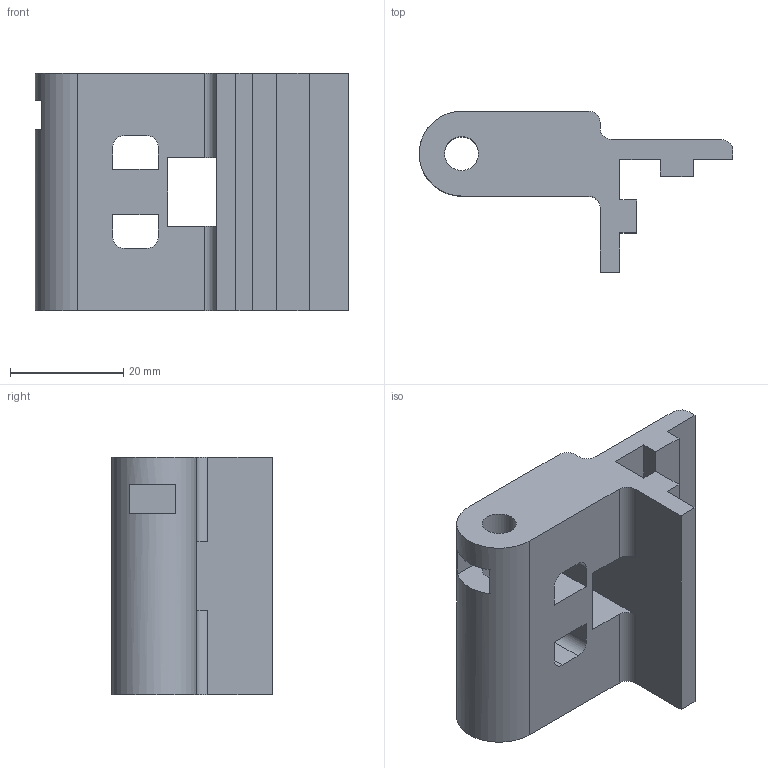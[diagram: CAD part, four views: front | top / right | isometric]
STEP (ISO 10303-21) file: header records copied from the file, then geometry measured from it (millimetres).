
FILE_DESCRIPTION(('FreeCAD Model'),'2;1');
FILE_NAME('x-motor-idler-20x20-M5-x1.step', '2021-04-29T09:47:21',('Author'),(''), 'Open CASCADE STEP processor 7.3','FreeCAD','Unknown');
FILE_SCHEMA(('AUTOMOTIVE_DESIGN { 1 0 10303 214 1 1 1 1 }'));
Length unit declared in the file: millimetre
Products named in the file (1): idler_(Mirror_#4)
Bounding box: 55.5 x 28.5 x 42 mm (x, y, z)
Volume: 22325.5 mm3; surface area: 10425.6 mm2
Topology: 1 solids, 1 shells, 54 faces, 157 edges, 106 vertices
Faces by surface type: plane 38, cylinder 16
Full cylindrical faces by diameter (mm): 2.8 x2, 6 x2
Entity records: 3940 total; most frequent: CARTESIAN_POINT 770, DIRECTION 594, LINE 399, VECTOR 399, ORIENTED_EDGE 314, PCURVE 314, DEFINITIONAL_REPRESENTATION 314, EDGE_CURVE 157
